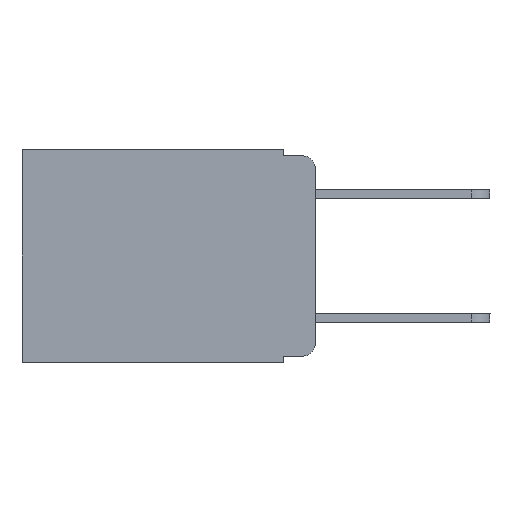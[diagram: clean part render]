
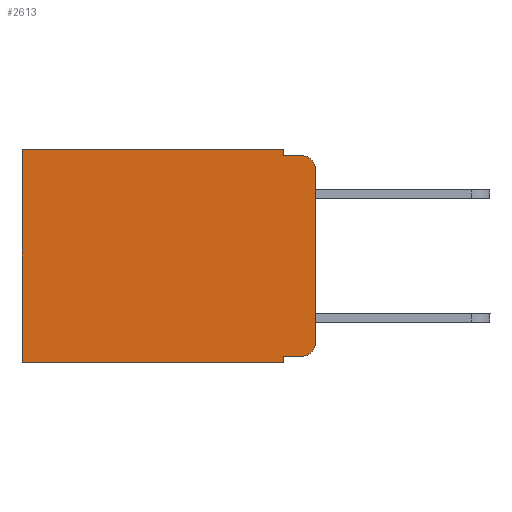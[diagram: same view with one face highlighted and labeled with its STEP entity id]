
A CAD part, left-side view. The second image highlights one B-rep face of the part: STEP entity #2613.
In plain terms, the highlighted planar face has unit normal (-1, 0, 0).
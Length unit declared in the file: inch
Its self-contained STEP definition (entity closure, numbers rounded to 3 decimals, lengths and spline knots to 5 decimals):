
#707 = LINE ( 'NONE', #3359, #4081 ) ;
#997 = DIRECTION ( 'NONE',  ( 0., 0., -1. ) ) ;
#1174 = DIRECTION ( 'NONE',  ( 0., 0., -1. ) ) ;
#1216 = DIRECTION ( 'NONE',  ( 0., 0., -1. ) ) ;
#1369 = VERTEX_POINT ( 'NONE', #11479 ) ;
#1456 = VERTEX_POINT ( 'NONE', #9371 ) ;
#1712 = VECTOR ( 'NONE', #7724, 39.37008 ) ;
#2163 = CARTESIAN_POINT ( 'NONE',  ( 0.298, 0.051, -0.01 ) ) ;
#2613 = ADVANCED_FACE ( 'NONE', ( #8564 ), #9672, .F. ) ;
#2648 = EDGE_LOOP ( 'NONE', ( #3762, #4516, #2998, #13715, #12908, #3396, #11894, #5047, #10431, #6458 ) ) ;
#2869 = LINE ( 'NONE', #12625, #9361 ) ;
#2998 = ORIENTED_EDGE ( 'NONE', *, *, #9546, .F. ) ;
#3111 = DIRECTION ( 'NONE',  ( 0., 1., 0. ) ) ;
#3178 = CARTESIAN_POINT ( 'NONE',  ( 0.298, 0., 0. ) ) ;
#3359 = CARTESIAN_POINT ( 'NONE',  ( 0.298, 0.051, 0. ) ) ;
#3379 = LINE ( 'NONE', #10721, #1712 ) ;
#3396 = ORIENTED_EDGE ( 'NONE', *, *, #13737, .T. ) ;
#3423 = CARTESIAN_POINT ( 'NONE',  ( 0.298, 0., -0.03 ) ) ;
#3435 = CARTESIAN_POINT ( 'NONE',  ( 0.298, 0.02, -0.03 ) ) ;
#3505 = CARTESIAN_POINT ( 'NONE',  ( 0.298, 0.051, 0. ) ) ;
#3544 = DIRECTION ( 'NONE',  ( 0., 0., -1. ) ) ;
#3749 = CIRCLE ( 'NONE', #13284, 0.02 ) ;
#3762 = ORIENTED_EDGE ( 'NONE', *, *, #4937, .F. ) ;
#3777 = CARTESIAN_POINT ( 'NONE',  ( 0.298, 0.02, -0.333 ) ) ;
#3843 = EDGE_CURVE ( 'NONE', #8970, #5917, #3379, .T. ) ;
#4081 = VECTOR ( 'NONE', #4321, 39.37008 ) ;
#4126 = VERTEX_POINT ( 'NONE', #6242 ) ;
#4243 = LINE ( 'NONE', #5662, #13960 ) ;
#4321 = DIRECTION ( 'NONE',  ( 0., 0., -1. ) ) ;
#4457 = CARTESIAN_POINT ( 'NONE',  ( 0.298, 0.473, -0.343 ) ) ;
#4516 = ORIENTED_EDGE ( 'NONE', *, *, #8727, .T. ) ;
#4695 = EDGE_CURVE ( 'NONE', #12729, #6585, #9501, .T. ) ;
#4735 = EDGE_CURVE ( 'NONE', #5917, #1456, #10537, .T. ) ;
#4937 = EDGE_CURVE ( 'NONE', #12300, #1456, #6075, .T. ) ;
#5047 = ORIENTED_EDGE ( 'NONE', *, *, #7244, .F. ) ;
#5252 = CARTESIAN_POINT ( 'NONE',  ( 0.298, 0., 0. ) ) ;
#5662 = CARTESIAN_POINT ( 'NONE',  ( 0.298, 0.473, 0. ) ) ;
#5751 = DIRECTION ( 'NONE',  ( 0., 0., -1. ) ) ;
#5909 = VECTOR ( 'NONE', #3111, 39.37008 ) ;
#5917 = VERTEX_POINT ( 'NONE', #3777 ) ;
#6075 = LINE ( 'NONE', #11140, #12724 ) ;
#6229 = DIRECTION ( 'NONE',  ( 0., 0., -1. ) ) ;
#6242 = CARTESIAN_POINT ( 'NONE',  ( 0.298, 0.051, -0.343 ) ) ;
#6406 = DIRECTION ( 'NONE',  ( -1., 0., 0. ) ) ;
#6458 = ORIENTED_EDGE ( 'NONE', *, *, #4735, .T. ) ;
#6503 = CARTESIAN_POINT ( 'NONE',  ( 0.298, 0.02, -0.313 ) ) ;
#6585 = VERTEX_POINT ( 'NONE', #13251 ) ;
#6939 = VERTEX_POINT ( 'NONE', #4457 ) ;
#7091 = DIRECTION ( 'NONE',  ( 0., -1., 0. ) ) ;
#7244 = EDGE_CURVE ( 'NONE', #8970, #4126, #12163, .T. ) ;
#7724 = DIRECTION ( 'NONE',  ( 0., -1., 0. ) ) ;
#8066 = VECTOR ( 'NONE', #6229, 39.37008 ) ;
#8387 = CARTESIAN_POINT ( 'NONE',  ( 0.298, 0.051, 0. ) ) ;
#8507 = AXIS2_PLACEMENT_3D ( 'NONE', #6503, #6406, #997 ) ;
#8530 = VECTOR ( 'NONE', #9981, 39.37008 ) ;
#8564 = FACE_OUTER_BOUND ( 'NONE', #2648, .T. ) ;
#8727 = EDGE_CURVE ( 'NONE', #12300, #1369, #3749, .T. ) ;
#8938 = CARTESIAN_POINT ( 'NONE',  ( 0.298, 0., -0.343 ) ) ;
#8970 = VERTEX_POINT ( 'NONE', #11734 ) ;
#9361 = VECTOR ( 'NONE', #7091, 39.37008 ) ;
#9371 = CARTESIAN_POINT ( 'NONE',  ( 0.298, 0., -0.313 ) ) ;
#9501 = LINE ( 'NONE', #5252, #5909 ) ;
#9546 = EDGE_CURVE ( 'NONE', #13643, #1369, #2869, .T. ) ;
#9671 = AXIS2_PLACEMENT_3D ( 'NONE', #3178, #13038, #5751 ) ;
#9672 = PLANE ( 'NONE',  #9671 ) ;
#9981 = DIRECTION ( 'NONE',  ( 0., 1., 0. ) ) ;
#10431 = ORIENTED_EDGE ( 'NONE', *, *, #3843, .T. ) ;
#10537 = CIRCLE ( 'NONE', #8507, 0.02 ) ;
#10721 = CARTESIAN_POINT ( 'NONE',  ( 0.298, 0.051, -0.333 ) ) ;
#11140 = CARTESIAN_POINT ( 'NONE',  ( 0.298, 0., 0. ) ) ;
#11479 = CARTESIAN_POINT ( 'NONE',  ( 0.298, 0.02, -0.01 ) ) ;
#11734 = CARTESIAN_POINT ( 'NONE',  ( 0.298, 0.051, -0.333 ) ) ;
#11772 = LINE ( 'NONE', #8938, #8530 ) ;
#11894 = ORIENTED_EDGE ( 'NONE', *, *, #12865, .F. ) ;
#12163 = LINE ( 'NONE', #8387, #8066 ) ;
#12300 = VERTEX_POINT ( 'NONE', #3423 ) ;
#12625 = CARTESIAN_POINT ( 'NONE',  ( 0.298, 0.051, -0.01 ) ) ;
#12724 = VECTOR ( 'NONE', #3544, 39.37008 ) ;
#12729 = VERTEX_POINT ( 'NONE', #3505 ) ;
#12865 = EDGE_CURVE ( 'NONE', #4126, #6939, #11772, .T. ) ;
#12908 = ORIENTED_EDGE ( 'NONE', *, *, #4695, .T. ) ;
#13038 = DIRECTION ( 'NONE',  ( 1., 0., 0. ) ) ;
#13159 = DIRECTION ( 'NONE',  ( -1., 0., 0. ) ) ;
#13176 = EDGE_CURVE ( 'NONE', #12729, #13643, #707, .T. ) ;
#13251 = CARTESIAN_POINT ( 'NONE',  ( 0.298, 0.473, 0. ) ) ;
#13284 = AXIS2_PLACEMENT_3D ( 'NONE', #3435, #13159, #1174 ) ;
#13643 = VERTEX_POINT ( 'NONE', #2163 ) ;
#13715 = ORIENTED_EDGE ( 'NONE', *, *, #13176, .F. ) ;
#13737 = EDGE_CURVE ( 'NONE', #6585, #6939, #4243, .T. ) ;
#13960 = VECTOR ( 'NONE', #1216, 39.37008 ) ;
